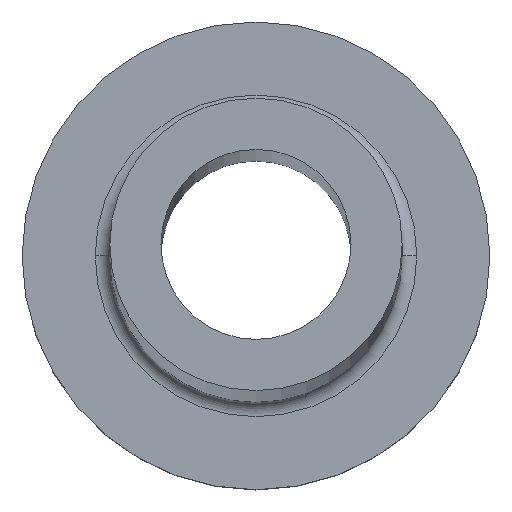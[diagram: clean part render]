
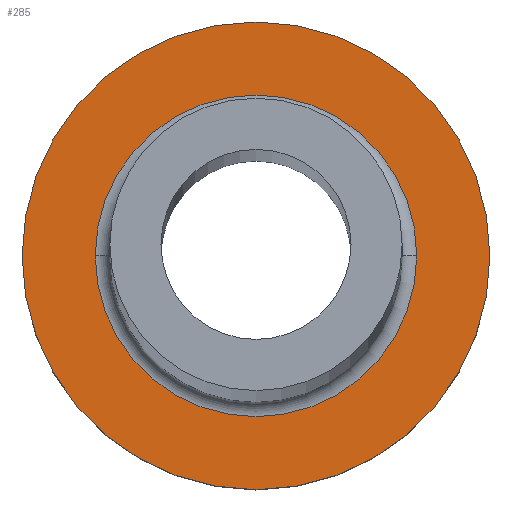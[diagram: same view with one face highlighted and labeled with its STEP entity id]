
A CAD part, top view. The second image highlights one B-rep face of the part: STEP entity #285.
In plain terms, the highlighted planar face has unit normal (0, 0, 1).
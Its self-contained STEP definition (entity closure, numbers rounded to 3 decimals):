
#2 = AXIS2_PLACEMENT_3D ( 'NONE', #182, #43, #228 ) ;
#3 = ORIENTED_EDGE ( 'NONE', *, *, #114, .T. ) ;
#6 = VERTEX_POINT ( 'NONE', #323 ) ;
#27 = AXIS2_PLACEMENT_3D ( 'NONE', #284, #131, #376 ) ;
#43 = DIRECTION ( 'NONE',  ( 0., 0., -1. ) ) ;
#54 = CIRCLE ( 'NONE', #346, 8. ) ;
#79 = CARTESIAN_POINT ( 'NONE',  ( 0., 0., 5. ) ) ;
#85 = CIRCLE ( 'NONE', #27, 8. ) ;
#90 = AXIS2_PLACEMENT_3D ( 'NONE', #260, #356, #379 ) ;
#109 = CIRCLE ( 'NONE', #135, 5.5 ) ;
#114 = EDGE_CURVE ( 'NONE', #6, #316, #174, .T. ) ;
#126 = EDGE_LOOP ( 'NONE', ( #202, #203 ) ) ;
#131 = DIRECTION ( 'NONE',  ( 0., 0., 1. ) ) ;
#134 = FACE_BOUND ( 'NONE', #143, .T. ) ;
#135 = AXIS2_PLACEMENT_3D ( 'NONE', #340, #185, #259 ) ;
#143 = EDGE_LOOP ( 'NONE', ( #208, #3 ) ) ;
#163 = EDGE_CURVE ( 'NONE', #243, #348, #54, .T. ) ;
#165 = DIRECTION ( 'NONE',  ( 0., 0., 1. ) ) ;
#174 = CIRCLE ( 'NONE', #2, 5.5 ) ;
#182 = CARTESIAN_POINT ( 'NONE',  ( 0., 0., 5. ) ) ;
#185 = DIRECTION ( 'NONE',  ( 0., 0., -1. ) ) ;
#188 = EDGE_CURVE ( 'NONE', #316, #6, #109, .T. ) ;
#202 = ORIENTED_EDGE ( 'NONE', *, *, #163, .T. ) ;
#203 = ORIENTED_EDGE ( 'NONE', *, *, #204, .T. ) ;
#204 = EDGE_CURVE ( 'NONE', #348, #243, #85, .T. ) ;
#207 = CARTESIAN_POINT ( 'NONE',  ( 5.5, 0., 5. ) ) ;
#208 = ORIENTED_EDGE ( 'NONE', *, *, #188, .T. ) ;
#219 = CARTESIAN_POINT ( 'NONE',  ( -8., 0., 5. ) ) ;
#228 = DIRECTION ( 'NONE',  ( 1., 0., 0. ) ) ;
#243 = VERTEX_POINT ( 'NONE', #219 ) ;
#259 = DIRECTION ( 'NONE',  ( 1., 0., 0. ) ) ;
#260 = CARTESIAN_POINT ( 'NONE',  ( 0., 0., 5. ) ) ;
#271 = CARTESIAN_POINT ( 'NONE',  ( 8., 0., 5. ) ) ;
#279 = DIRECTION ( 'NONE',  ( 1., 0., 0. ) ) ;
#284 = CARTESIAN_POINT ( 'NONE',  ( 0., 0., 5. ) ) ;
#285 = ADVANCED_FACE ( 'NONE', ( #134, #372 ), #287, .T. ) ;
#287 = PLANE ( 'NONE',  #90 ) ;
#316 = VERTEX_POINT ( 'NONE', #207 ) ;
#323 = CARTESIAN_POINT ( 'NONE',  ( -5.5, 0., 5. ) ) ;
#340 = CARTESIAN_POINT ( 'NONE',  ( 0., 0., 5. ) ) ;
#346 = AXIS2_PLACEMENT_3D ( 'NONE', #79, #165, #279 ) ;
#348 = VERTEX_POINT ( 'NONE', #271 ) ;
#356 = DIRECTION ( 'NONE',  ( 0., 0., 1. ) ) ;
#372 = FACE_OUTER_BOUND ( 'NONE', #126, .T. ) ;
#376 = DIRECTION ( 'NONE',  ( 1., 0., 0. ) ) ;
#379 = DIRECTION ( 'NONE',  ( 1., 0., 0. ) ) ;
